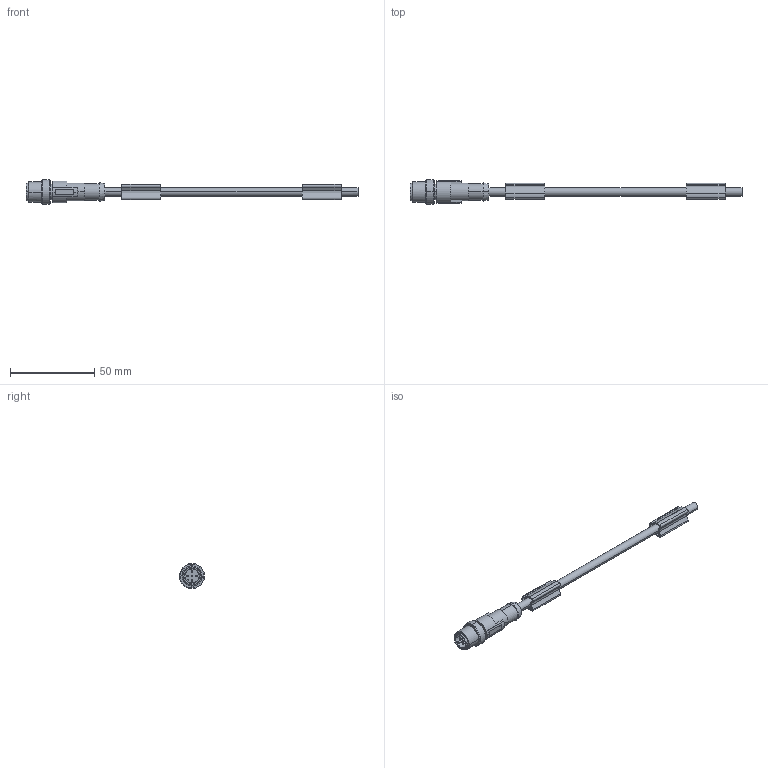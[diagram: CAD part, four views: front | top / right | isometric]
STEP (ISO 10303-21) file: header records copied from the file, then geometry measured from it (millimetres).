
FILE_DESCRIPTION(('SolidDesigner STEP Export'),'2;1');
FILE_NAME('1669783.stp','2012-08-01T11:05:52',(''),(''),'CoCreate Modeling STEP processor for AP214 (Solid Model)','CoCreate Modeling 16.00E 25-Sep-2009 (C) Parametric Technology GmbH','');
FILE_SCHEMA(('AUTOMOTIVE_DESIGN { 1 0 10303 214 1 1 1 1 }'));
Length unit declared in the file: millimetre
Products named in the file (2): 1669783
Assembly tree (1 placements, depth 2):
  1669783
    1669783
Bounding box: 196.8 x 14.8 x 14.8 mm (x, y, z)
Volume: 8561.9 mm3; surface area: 7660.5 mm2
Topology: 1 solids, 1 shells, 225 faces, 626 edges, 418 vertices
Faces by surface type: cylinder 115, plane 79, extrusion 18, cone 13
Entity records: 9165 total; most frequent: CARTESIAN_POINT 1945, ORIENTED_EDGE 1252, DIRECTION 990, EDGE_CURVE 626, VERTEX_POINT 418, AXIS2_PLACEMENT_3D 340, VECTOR 310, LINE 292
